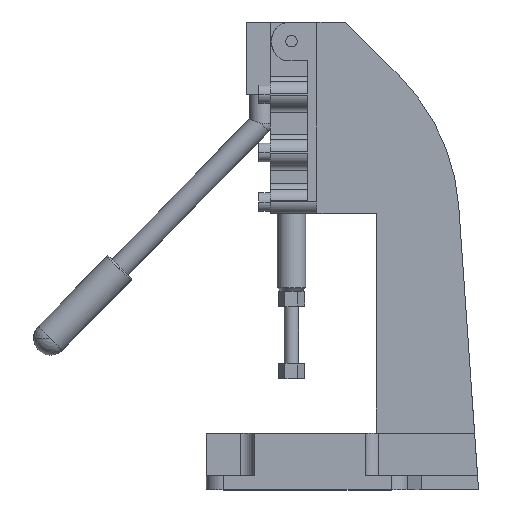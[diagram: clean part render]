
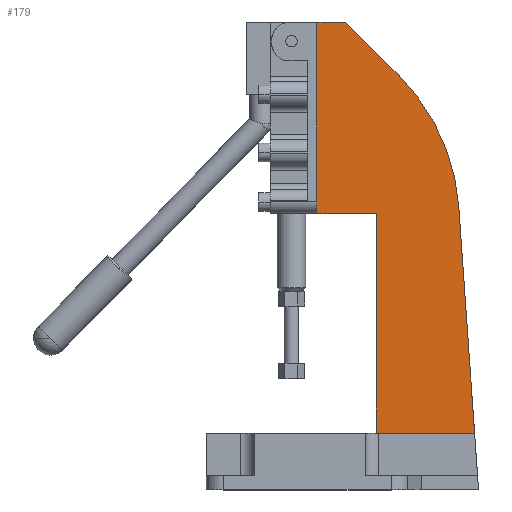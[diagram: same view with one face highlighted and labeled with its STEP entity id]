
A CAD part, top view. The second image highlights one B-rep face of the part: STEP entity #179.
In plain terms, the highlighted planar face has unit normal (0, 0, 1).
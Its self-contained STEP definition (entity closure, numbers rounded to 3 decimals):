
#179 = ADVANCED_FACE( '', ( #609 ), #610, .T. );
#609 = FACE_OUTER_BOUND( '', #1275, .T. );
#610 = PLANE( '', #1276 );
#1275 = EDGE_LOOP( '', ( #2601, #2602, #2603, #2604, #2605, #2606, #2607, #2608, #2609 ) );
#1276 = AXIS2_PLACEMENT_3D( '', #2610, #2611, #2612 );
#2601 = ORIENTED_EDGE( '', *, *, #4695, .T. );
#2602 = ORIENTED_EDGE( '', *, *, #4740, .T. );
#2603 = ORIENTED_EDGE( '', *, *, #4743, .T. );
#2604 = ORIENTED_EDGE( '', *, *, #4744, .T. );
#2605 = ORIENTED_EDGE( '', *, *, #4745, .T. );
#2606 = ORIENTED_EDGE( '', *, *, #4746, .F. );
#2607 = ORIENTED_EDGE( '', *, *, #4747, .T. );
#2608 = ORIENTED_EDGE( '', *, *, #4748, .T. );
#2609 = ORIENTED_EDGE( '', *, *, #4731, .T. );
#2610 = CARTESIAN_POINT( '', ( 0., 0., 25.01 ) );
#2611 = DIRECTION( '', ( 0., 0., 1. ) );
#2612 = DIRECTION( '', ( 1., 0., 0. ) );
#4695 = EDGE_CURVE( '', #5800, #5806, #5808, .T. );
#4731 = EDGE_CURVE( '', #5870, #5800, #5871, .T. );
#4740 = EDGE_CURVE( '', #5806, #5885, #5887, .T. );
#4743 = EDGE_CURVE( '', #5885, #5891, #5892, .T. );
#4744 = EDGE_CURVE( '', #5891, #5893, #5894, .T. );
#4745 = EDGE_CURVE( '', #5893, #5895, #5896, .T. );
#4746 = EDGE_CURVE( '', #5897, #5895, #5898, .T. );
#4747 = EDGE_CURVE( '', #5897, #5899, #5900, .T. );
#4748 = EDGE_CURVE( '', #5899, #5870, #5901, .T. );
#5800 = VERTEX_POINT( '', #7424 );
#5806 = VERTEX_POINT( '', #7432 );
#5808 = LINE( '', #7435, #7436 );
#5870 = VERTEX_POINT( '', #7527 );
#5871 = LINE( '', #7528, #7529 );
#5885 = VERTEX_POINT( '', #7550 );
#5887 = LINE( '', #7553, #7554 );
#5891 = VERTEX_POINT( '', #7560 );
#5892 = CIRCLE( '', #7561, 145. );
#5893 = VERTEX_POINT( '', #7562 );
#5894 = LINE( '', #7563, #7564 );
#5895 = VERTEX_POINT( '', #7565 );
#5896 = LINE( '', #7566, #7567 );
#5897 = VERTEX_POINT( '', #7568 );
#5898 = LINE( '', #7569, #7570 );
#5899 = VERTEX_POINT( '', #7571 );
#5900 = LINE( '', #7572, #7573 );
#5901 = LINE( '', #7574, #7575 );
#7424 = CARTESIAN_POINT( '', ( 42., -154.99, 25.01 ) );
#7432 = CARTESIAN_POINT( '', ( 111.202, -154.99, 25.01 ) );
#7435 = CARTESIAN_POINT( '', ( 0., -154.99, 25.01 ) );
#7436 = VECTOR( '', #9665, 1. );
#7527 = CARTESIAN_POINT( '', ( 42., -0.02, 25.01 ) );
#7528 = CARTESIAN_POINT( '', ( 42., -0.02, 25.01 ) );
#7529 = VECTOR( '', #9713, 1. );
#7550 = CARTESIAN_POINT( '', ( 100.038, 4.662, 25.01 ) );
#7553 = CARTESIAN_POINT( '', ( 114., -195., 25.01 ) );
#7554 = VECTOR( '', #9722, 1. );
#7560 = CARTESIAN_POINT( '', ( 57.922, 97.078, 25.01 ) );
#7561 = AXIS2_PLACEMENT_3D( '', #9725, #9726, #9727 );
#7562 = CARTESIAN_POINT( '', ( 20., 135., 25.01 ) );
#7563 = CARTESIAN_POINT( '', ( 57.922, 97.078, 25.01 ) );
#7564 = VECTOR( '', #9728, 1. );
#7565 = CARTESIAN_POINT( '', ( 0., 135., 25.01 ) );
#7566 = CARTESIAN_POINT( '', ( 20., 135., 25.01 ) );
#7567 = VECTOR( '', #9729, 1. );
#7568 = CARTESIAN_POINT( '', ( 0., 0.877, 25.01 ) );
#7569 = CARTESIAN_POINT( '', ( 0., 0., 25.01 ) );
#7570 = VECTOR( '', #9730, 1. );
#7571 = CARTESIAN_POINT( '', ( 0., -0.02, 25.01 ) );
#7572 = CARTESIAN_POINT( '', ( 0., 135., 25.01 ) );
#7573 = VECTOR( '', #9731, 1. );
#7574 = CARTESIAN_POINT( '', ( 0., -0.02, 25.01 ) );
#7575 = VECTOR( '', #9732, 1. );
#9665 = DIRECTION( '', ( 1., 0., 0. ) );
#9713 = DIRECTION( '', ( 0., -1., 0. ) );
#9722 = DIRECTION( '', ( -0.07, 0.998, 0. ) );
#9725 = CARTESIAN_POINT( '', ( -44.609, -5.452, 25.01 ) );
#9726 = DIRECTION( '', ( 0., 0., 1. ) );
#9727 = DIRECTION( '', ( 0.998, 0.07, 0. ) );
#9728 = DIRECTION( '', ( -0.707, 0.707, 0. ) );
#9729 = DIRECTION( '', ( -1., 0., 0. ) );
#9730 = DIRECTION( '', ( 0., 1., 0. ) );
#9731 = DIRECTION( '', ( 0., -1., 0. ) );
#9732 = DIRECTION( '', ( 1., 0., 0. ) );
